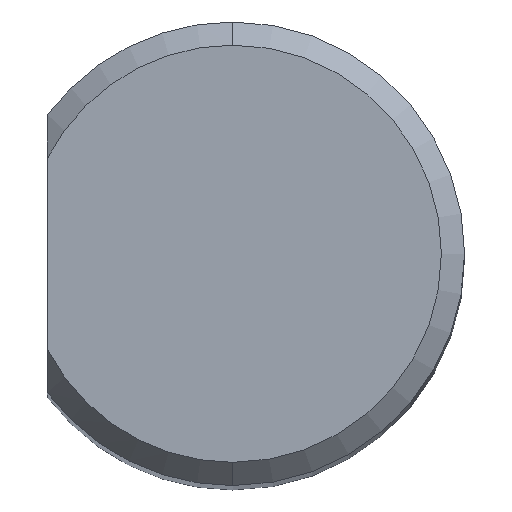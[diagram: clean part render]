
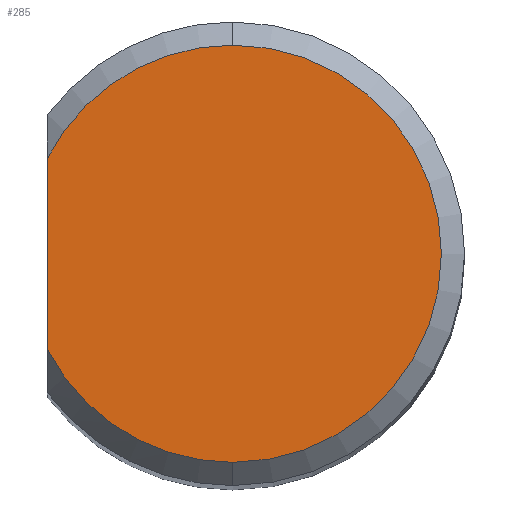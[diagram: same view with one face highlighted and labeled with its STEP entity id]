
A CAD part, top view. The second image highlights one B-rep face of the part: STEP entity #285.
In plain terms, the highlighted planar face has unit normal (0, 0, 1).
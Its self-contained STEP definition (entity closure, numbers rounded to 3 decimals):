
#207=EDGE_CURVE('NONE',#257,#389,#479,.T.);
#213=VERTEX_POINT('NONE',#486);
#215=EDGE_CURVE('NONE',#389,#213,#488,.T.);
#221=VERTEX_POINT('NONE',#494);
#257=VERTEX_POINT('NONE',#531);
#285=ADVANCED_FACE('NONE',(#563),#564,.F.);
#335=EDGE_CURVE('NONE',#221,#257,#620,.T.);
#357=EDGE_CURVE('NONE',#213,#221,#646,.F.);
#389=VERTEX_POINT('NONE',#680);
#479=CIRCLE('',#837,1.8);
#486=CARTESIAN_POINT('',(-1.6,-0.825,0.));
#488=LINE('',#847,#848);
#494=CARTESIAN_POINT('',(0.,-1.8,0.0));
#531=CARTESIAN_POINT('',(0.0,1.8,0.0));
#563=FACE_OUTER_BOUND('',#973,.T.);
#564=PLANE('',#974);
#620=CIRCLE('',#1097,1.8);
#646=CIRCLE('',#1141,1.8);
#680=CARTESIAN_POINT('',(-1.6,0.825,0.));
#837=AXIS2_PLACEMENT_3D('',#1284,#1285,#1286);
#847=CARTESIAN_POINT('',(-1.6,-2.5,0.0));
#848=VECTOR('',#1298,1.0);
#973=EDGE_LOOP('',(#1373,#1374,#1375,#1376));
#974=AXIS2_PLACEMENT_3D('',#1377,#1378,#1379);
#1097=AXIS2_PLACEMENT_3D('',#1447,#1448,#1449);
#1141=AXIS2_PLACEMENT_3D('',#1488,#1489,#1490);
#1284=CARTESIAN_POINT('',(0.0,0.0,0.0));
#1285=DIRECTION('',(-0.0,0.0,1.0));
#1286=DIRECTION('',(0.0,1.0,0.0));
#1298=DIRECTION('',(0.0,-1.0,0.0));
#1373=ORIENTED_EDGE('',*,*,#357,.T.);
#1374=ORIENTED_EDGE('',*,*,#335,.T.);
#1375=ORIENTED_EDGE('',*,*,#207,.T.);
#1376=ORIENTED_EDGE('',*,*,#215,.T.);
#1377=CARTESIAN_POINT('',(0.0,0.0,0.0));
#1378=DIRECTION('',(0.0,0.0,-1.0));
#1379=DIRECTION('',(1.0,0.0,0.0));
#1447=CARTESIAN_POINT('',(0.0,0.0,0.0));
#1448=DIRECTION('',(-0.0,0.0,1.0));
#1449=DIRECTION('',(0.0,1.0,0.0));
#1488=CARTESIAN_POINT('',(0.0,0.0,0.0));
#1489=DIRECTION('',(0.0,0.0,-1.0));
#1490=DIRECTION('',(0.0,1.0,0.0));
